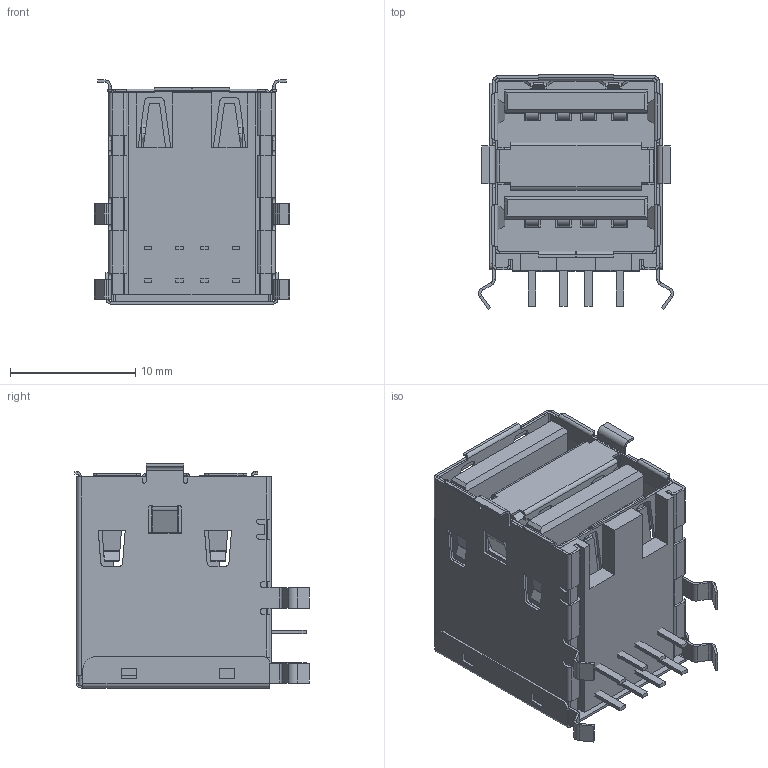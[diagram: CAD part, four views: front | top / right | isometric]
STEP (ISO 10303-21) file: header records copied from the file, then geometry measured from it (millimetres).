
FILE_DESCRIPTION (( 'STEP AP214' ), '1' );
FILE_NAME ('MOLEX_672983090.STEP', '2015-04-03T21:35:30', ( '' ), ( '' ), '', '', '' );
FILE_SCHEMA (( '' ));
Length unit declared in the file: millimetre
Products named in the file (1): MOLEX_672983090
Bounding box: 15.6 x 18.75 x 17.92 mm (x, y, z)
Volume: 2697.7 mm3; surface area: 6179.7 mm2
Topology: 4 solids, 4 shells, 1107 faces, 2820 edges, 1728 vertices
Faces by surface type: plane 771, cylinder 300, bspline 36
Entity records: 33211 total; most frequent: CARTESIAN_POINT 6492, ORIENTED_EDGE 5640, DIRECTION 5348, EDGE_CURVE 2820, VECTOR 2132, LINE 2132, VERTEX_POINT 1728, AXIS2_PLACEMENT_3D 1608
